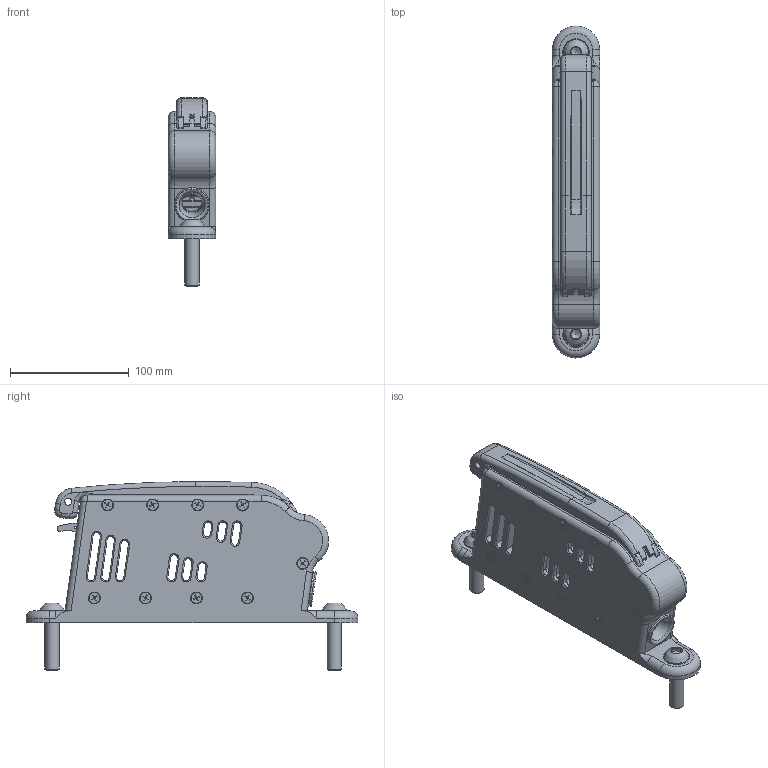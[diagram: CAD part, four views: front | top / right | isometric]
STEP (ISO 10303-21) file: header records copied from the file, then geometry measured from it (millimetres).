
FILE_DESCRIPTION(/* description */ (''),/* implementation_level */ '2;1');
FILE_NAME(/* name */ '506.146.stp',/* time_stamp */ '2020-12-15T09:08:55+01:00',/* author */ ('lucade'),/* organization */ (''),/* preprocessor_version */ 'ST-DEVELOPER v18.1',/* originating_system */ 'Autodesk Inventor 2021',/* authorisation */ '');
FILE_SCHEMA (('AUTOMOTIVE_DESIGN { 1 0 10303 214 3 1 1 }'));
Length unit declared in the file: millimetre
Products named in the file (1): QR14 - Fissaggio dall'alto
Bounding box: 40 x 280 x 159 mm (x, y, z)
Volume: 853539.3 mm3; surface area: 119605.5 mm2
Topology: 1 solids, 19 shells, 928 faces, 2355 edges, 1441 vertices
Faces by surface type: plane 346, cylinder 224, cone 149, torus 138, bspline 63, sphere 8
Full cylindrical faces by diameter (mm): 2.5 x1, 4.05 x2, 4.5 x1, 4.509 x5, 5.05 x1, 5.2 x5, 6 x1, 8.5 x5, 9 x4, 9.2 x9, 10 x5, 12 x4, 12.3 x1, 17 x1, 22 x1, 22.2 x1, 24.9 x1, 29.5 x1
Entity records: 30666 total; most frequent: CARTESIAN_POINT 9057, ORIENTED_EDGE 4620, DIRECTION 4487, EDGE_CURVE 2310, AXIS2_PLACEMENT_3D 1775, VERTEX_POINT 1441, EDGE_LOOP 997, LINE 937
